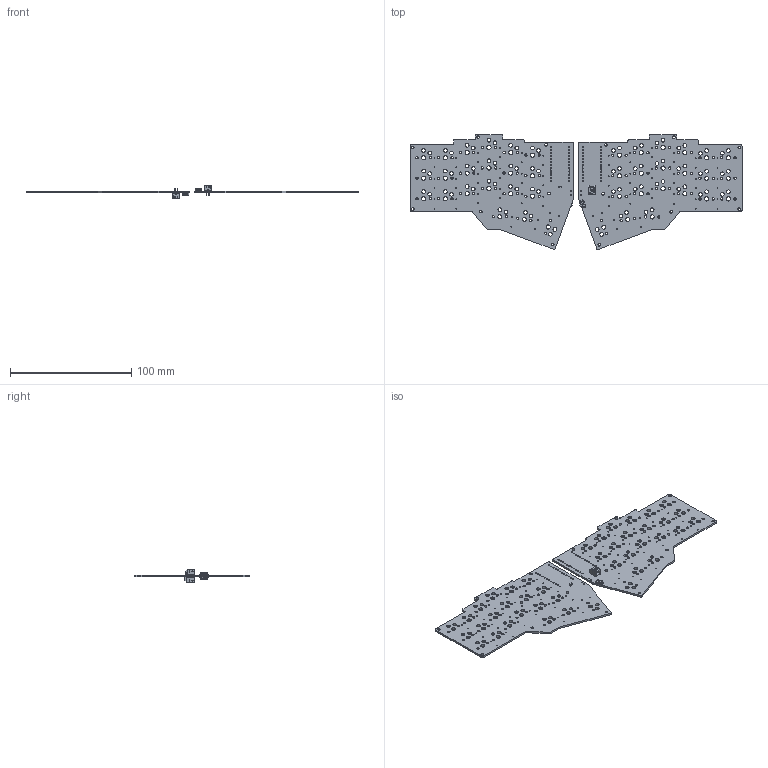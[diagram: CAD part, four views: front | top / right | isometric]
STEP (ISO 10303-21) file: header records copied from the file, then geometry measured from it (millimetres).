
FILE_DESCRIPTION(('KiCad electronic assembly'),'2;1');
FILE_NAME('hacker-keeb-right.step','2026-02-26T03:03:55',('Pcbnew'),( 'Kicad'),'Open CASCADE STEP processor 7.9','KiCad to STEP converter' ,'Unknown');
FILE_SCHEMA(('AUTOMOTIVE_DESIGN { 1 0 10303 214 1 1 1 1 }'));
Length unit declared in the file: millimetre
Products named in the file (5): hacker-keeb-right 1; Panasonic_EVQPUJ_EVQPUA; JST_PH_S2B-PH-K_1x02_P2.00mm_Horizontal; Split keebu-right_PCB_1; Split keebu-right_PCB_2
Assembly tree (6 placements, depth 2):
  hacker-keeb-right 1
    Panasonic_EVQPUJ_EVQPUA  x2
    JST_PH_S2B-PH-K_1x02_P2.00mm_Horizontal  x2
    Split keebu-right_PCB_1
    Split keebu-right_PCB_2
Bounding box: 274.38 x 95 x 11.38 mm (x, y, z)
Volume: 26386.4 mm3; surface area: 40094.7 mm2
Topology: 6 solids, 6 shells, 952 faces, 2752 edges, 1800 vertices
Faces by surface type: plane 526, cylinder 426
Full cylindrical faces by diameter (mm): 0.75 x4, 0.8 x84, 0.85 x4, 1 x48, 1.9 x84, 2.2 x14, 3.05 x84, 3.45 x42
Entity records: 26900 total; most frequent: DIRECTION 4243, CARTESIAN_POINT 4051, ORIENTED_EDGE 4050, EDGE_CURVE 2021, AXIS2_PLACEMENT_3D 1522, FACE_BOUND 1429, EDGE_LOOP 1429, VERTEX_POINT 1330
